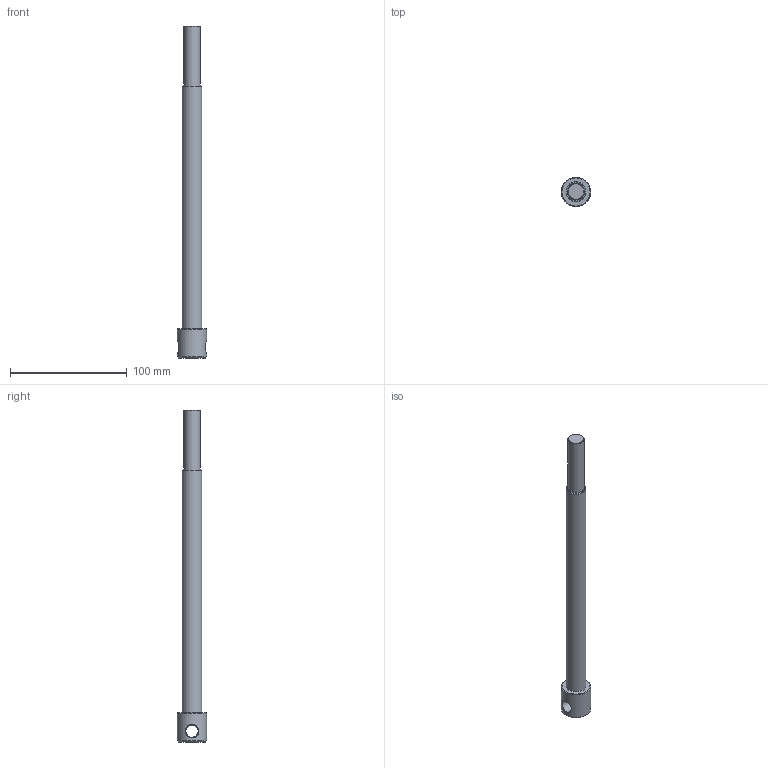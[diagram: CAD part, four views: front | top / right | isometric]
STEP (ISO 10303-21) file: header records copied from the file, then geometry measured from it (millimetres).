
FILE_DESCRIPTION(/* description */ (''),/* implementation_level */ '2;1');
FILE_NAME(/* name */ 'Morini 500 Hinterachse.stp',/* time_stamp */ '2020-03-31T11:21:15+02:00',/* author */ ('mfr'),/* organization */ (''),/* preprocessor_version */ 'ST-DEVELOPER v16.5',/* originating_system */ 'Autodesk Inventor 2017',/* authorisation */ '');
FILE_SCHEMA (('AUTOMOTIVE_DESIGN { 1 0 10303 214 3 1 1 }'));
Length unit declared in the file: millimetre
Products named in the file (1): Morini 500 Hinterachse
Bounding box: 25 x 25 x 283.8 mm (x, y, z)
Volume: 64780.6 mm3; surface area: 16734.3 mm2
Topology: 1 solids, 1 shells, 15 faces, 29 edges, 17 vertices
Faces by surface type: cylinder 4, cone 4, plane 4, bspline 2, torus 1
Full cylindrical faces by diameter (mm): 10.5 x1, 14 x1, 16.95 x1, 25 x1
Entity records: 594 total; most frequent: CARTESIAN_POINT 312, DIRECTION 52, ORIENTED_EDGE 34, EDGE_LOOP 28, AXIS2_PLACEMENT_3D 25, EDGE_CURVE 17, FACE_OUTER_BOUND 15, VERTEX_POINT 15
